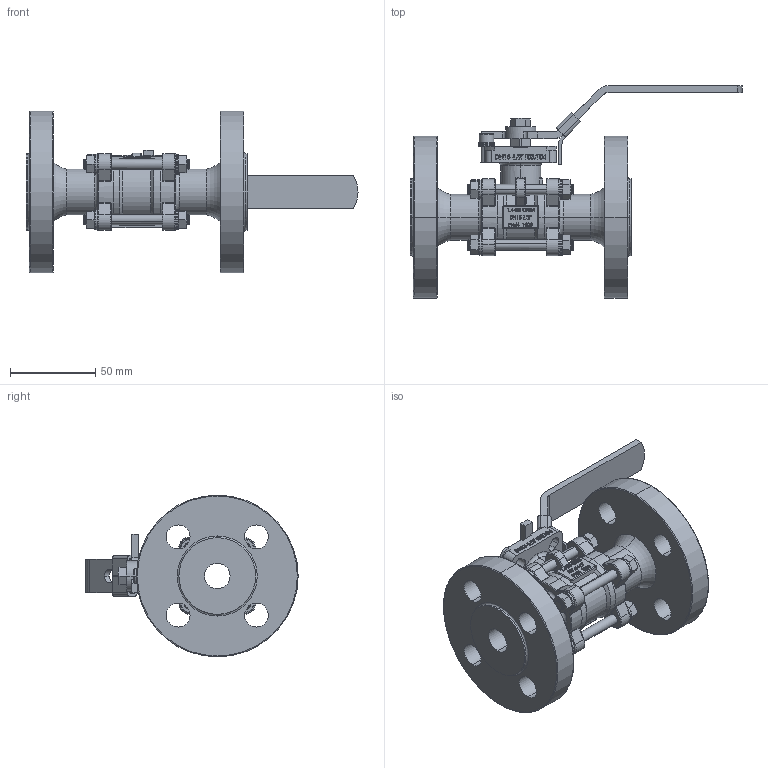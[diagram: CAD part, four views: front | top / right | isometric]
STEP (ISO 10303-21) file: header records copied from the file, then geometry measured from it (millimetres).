
FILE_DESCRIPTION (( 'STEP AP203' ), '1' );
FILE_NAME ('組合件C(法蘭蓋).STEP', '2018-02-22T10:01:28', ( '' ), ( '' ), 'SwSTEP 2.0', 'SolidWorks 2014', '' );
FILE_SCHEMA (( 'CONFIG_CONTROL_DESIGN' ));
Length unit declared in the file: millimetre
Products named in the file (23): F-25C0361; M-25A2140; T-34A07G0; T-34A07C0; D-34C45X0(PN40法蘭蓋); G-34A2740; T-35C05C1; G-35A1843(雙頭牙); G-34A1150; T-35A06C1; 組合件C(法蘭蓋); G-25A3060; G-10B1940(公制M6螺帽); G-B1DA340; G-10B2640; G-B3CA440; T-52C08G0; C-34C016-S00; G-10A2640; T-34A08T0; E-34A0461; M-25A2140(掛鎖); G-34A2540
Assembly tree (52 placements, depth 2):
  組合件C(法蘭蓋)
    C-34C016-S00
    E-34A0461
    F-25C0361
    T-34A07C0  x2
    T-35C05C1  x2
    T-35A06C1  x2
    G-10B1940(公制M6螺帽)  x8
    G-10B2640  x8
    T-52C08G0
    T-34A08T0  x4
    G-34A2540  x5
    T-34A07G0
    G-34A2740
    G-34A1150  x2
    G-25A3060
    G-B1DA340
    G-B3CA440
    G-10A2640  x2
    M-25A2140(掛鎖)
    M-25A2140
    D-34C45X0(PN40法蘭蓋)  x2
    G-35A1843(雙頭牙)  x4
Bounding box: 195 x 124.7 x 95 mm (x, y, z)
Volume: 295670 mm3; surface area: 110455.1 mm2
Topology: 52 solids, 52 shells, 2222 faces, 5589 edges, 3458 vertices
Faces by surface type: cylinder 824, plane 640, bspline 330, torus 261, cone 138, sphere 29
Entity records: 63636 total; most frequent: CARTESIAN_POINT 31269, ORIENTED_EDGE 6532, DIRECTION 5348, EDGE_CURVE 3266, VERTEX_POINT 2104, AXIS2_PLACEMENT_3D 1853, VECTOR 1642, LINE 1642
